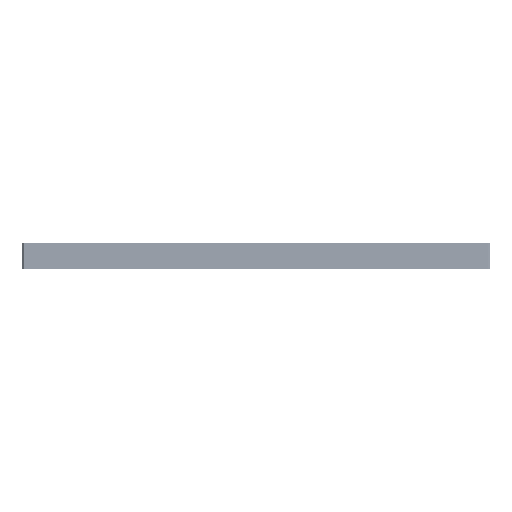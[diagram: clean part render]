
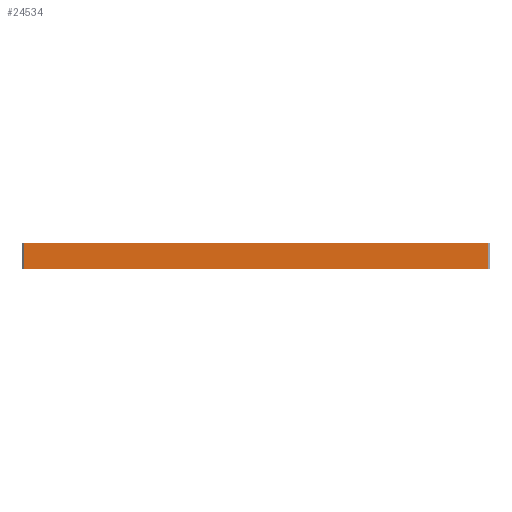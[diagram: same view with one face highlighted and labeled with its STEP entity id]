
A CAD part, left-side view. The second image highlights one B-rep face of the part: STEP entity #24534.
In plain terms, the highlighted planar face has unit normal (-1, 0, 0).
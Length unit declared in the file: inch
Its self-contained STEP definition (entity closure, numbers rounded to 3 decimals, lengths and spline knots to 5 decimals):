
#3820=FACE_OUTER_BOUND('',#6817,.T.);
#6817=EDGE_LOOP('',(#21052,#21053,#21054,#21055));
#7295=LINE('',#36291,#8312);
#7816=LINE('',#43123,#8833);
#7834=LINE('',#44586,#8851);
#7835=LINE('',#44588,#8852);
#8312=VECTOR('',#28447,0.3937);
#8833=VECTOR('',#32892,0.3937);
#8851=VECTOR('',#34848,0.3937);
#8852=VECTOR('',#34851,0.3937);
#11272=VERTEX_POINT('',#36288);
#11273=VERTEX_POINT('',#36290);
#12906=VERTEX_POINT('',#43093);
#12920=VERTEX_POINT('',#43121);
#13398=EDGE_CURVE('',#11272,#11273,#7295,.T.);
#15614=EDGE_CURVE('',#12920,#12906,#7816,.T.);
#16108=EDGE_CURVE('',#11273,#12920,#7834,.T.);
#16109=EDGE_CURVE('',#12906,#11272,#7835,.T.);
#21052=ORIENTED_EDGE('',*,*,#16109,.F.);
#21053=ORIENTED_EDGE('',*,*,#15614,.F.);
#21054=ORIENTED_EDGE('',*,*,#16108,.F.);
#21055=ORIENTED_EDGE('',*,*,#13398,.F.);
#23461=PLANE('',#27960);
#24534=ADVANCED_FACE('',(#3820),#23461,.T.);
#27960=AXIS2_PLACEMENT_3D('',#44587,#34849,#34850);
#28447=DIRECTION('',(0.,1.,0.));
#32892=DIRECTION('',(0.,-1.,0.));
#34848=DIRECTION('',(0.,0.,1.));
#34849=DIRECTION('center_axis',(-1.,0.,0.));
#34850=DIRECTION('ref_axis',(0.,-1.,0.));
#34851=DIRECTION('',(0.,0.,-1.));
#36288=CARTESIAN_POINT('',(-12.,-9.91672,1.9));
#36290=CARTESIAN_POINT('',(-12.,6.91672,1.9));
#36291=CARTESIAN_POINT('',(-12.,-10.,1.9));
#43093=CARTESIAN_POINT('',(-12.,-9.91672,2.85));
#43121=CARTESIAN_POINT('',(-12.,6.91672,2.85));
#43123=CARTESIAN_POINT('',(-12.,-10.,2.85));
#44586=CARTESIAN_POINT('',(-12.,6.91672,2.));
#44587=CARTESIAN_POINT('Origin',(-12.,7.,2.));
#44588=CARTESIAN_POINT('',(-12.,-9.91672,2.));
